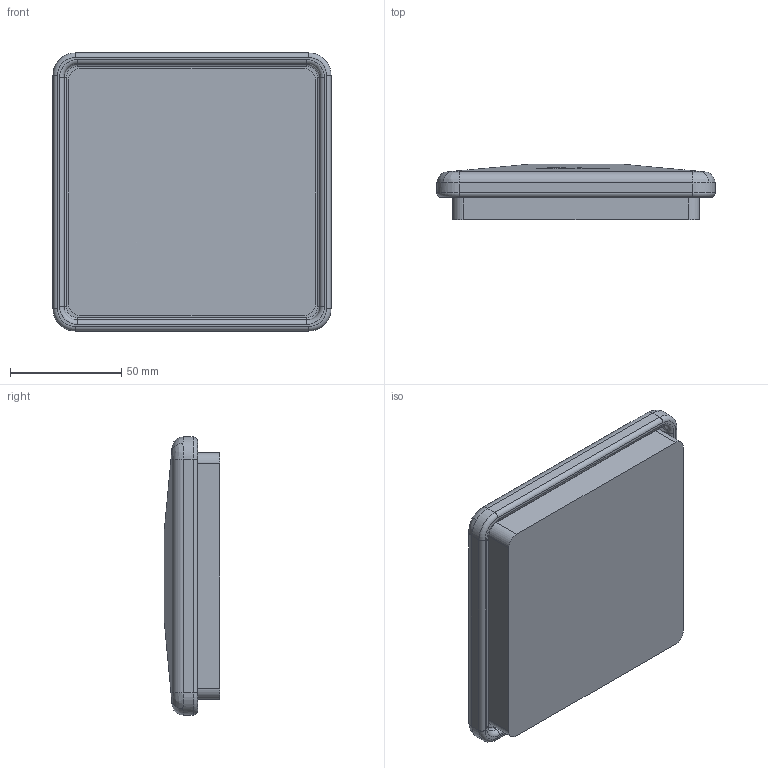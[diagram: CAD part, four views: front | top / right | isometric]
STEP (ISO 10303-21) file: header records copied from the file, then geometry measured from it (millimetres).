
FILE_DESCRIPTION (( 'STEP AP214' ), '1' );
FILE_NAME ('GLV-110-13.step', '2013-06-20T07:48:39', ( 'admin' ), ( '' ), 'SwSTEP 2.0', 'SolidWorks 2012', '' );
FILE_SCHEMA (( 'AUTOMOTIVE_DESIGN' ));
Length unit declared in the file: millimetre
Products named in the file (1): GLV-110-13
Bounding box: 125 x 25 x 125 mm (x, y, z)
Volume: 317560.6 mm3; surface area: 41808.6 mm2
Topology: 1 solids, 1 shells, 184 faces, 458 edges, 295 vertices
Faces by surface type: plane 101, bspline 41, cylinder 24, torus 12, cone 4, sphere 2
Entity records: 7425 total; most frequent: CARTESIAN_POINT 3167, ORIENTED_EDGE 916, DIRECTION 728, EDGE_CURVE 458, LINE 304, VECTOR 304, VERTEX_POINT 295, AXIS2_PLACEMENT_3D 212
